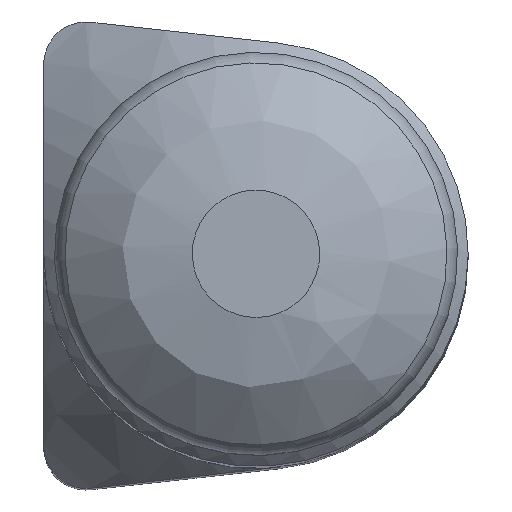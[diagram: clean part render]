
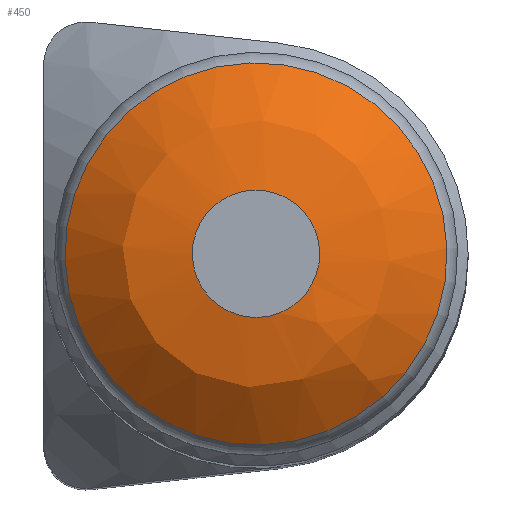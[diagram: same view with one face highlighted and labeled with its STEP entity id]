
A CAD part, top view. The second image highlights one B-rep face of the part: STEP entity #450.
In plain terms, the highlighted free-form (B-spline) face has degree [2, 2] with [3, 9] control points.
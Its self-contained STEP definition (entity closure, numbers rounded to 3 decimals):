
#34=(
BOUNDED_SURFACE()
B_SPLINE_SURFACE(2,2,((#862,#863,#864,#865,#866,#867,#868,#869,#870),(#871,
#872,#873,#874,#875,#876,#877,#878,#879),(#880,#881,#882,#883,#884,#885,
#886,#887,#888)),.UNSPECIFIED.,.F.,.T.,.F.)
B_SPLINE_SURFACE_WITH_KNOTS((3,3),(3,2,2,2,3),(0.723,1.571),
(-3.142,-1.571,0.,1.571,3.142),
 .UNSPECIFIED.)
GEOMETRIC_REPRESENTATION_ITEM()
RATIONAL_B_SPLINE_SURFACE(((1.,0.707,1.,0.707,1.,
0.707,1.,0.707,1.),(0.911,0.644,
0.911,0.644,0.911,0.644,0.911,
0.644,0.911),(1.,0.707,1.,0.707,
1.,0.707,1.,0.707,1.)))
REPRESENTATION_ITEM('')
SURFACE()
);
#60=FACE_OUTER_BOUND('',#85,.T.);
#85=EDGE_LOOP('',(#350,#351,#352,#353,#354,#355));
#156=CIRCLE('',#550,4.5);
#157=CIRCLE('',#551,4.5);
#159=CIRCLE('',#553,1.5);
#160=CIRCLE('',#554,1.5);
#161=CIRCLE('',#555,4.);
#208=VERTEX_POINT('',#857);
#209=VERTEX_POINT('',#858);
#210=VERTEX_POINT('',#889);
#211=VERTEX_POINT('',#890);
#263=EDGE_CURVE('',#208,#209,#156,.T.);
#264=EDGE_CURVE('',#209,#208,#157,.T.);
#266=EDGE_CURVE('',#210,#211,#159,.T.);
#267=EDGE_CURVE('',#211,#210,#160,.T.);
#268=EDGE_CURVE('',#211,#209,#161,.T.);
#350=ORIENTED_EDGE('',*,*,#266,.F.);
#351=ORIENTED_EDGE('',*,*,#267,.F.);
#352=ORIENTED_EDGE('',*,*,#268,.T.);
#353=ORIENTED_EDGE('',*,*,#264,.T.);
#354=ORIENTED_EDGE('',*,*,#263,.T.);
#355=ORIENTED_EDGE('',*,*,#268,.F.);
#450=ADVANCED_FACE('',(#60),#34,.F.);
#550=AXIS2_PLACEMENT_3D('',#859,#651,#652);
#551=AXIS2_PLACEMENT_3D('',#860,#653,#654);
#553=AXIS2_PLACEMENT_3D('',#891,#657,#658);
#554=AXIS2_PLACEMENT_3D('',#892,#659,#660);
#555=AXIS2_PLACEMENT_3D('',#893,#661,#662);
#651=DIRECTION('center_axis',(0.,0.,1.));
#652=DIRECTION('ref_axis',(0.,-1.,0.));
#653=DIRECTION('center_axis',(0.,0.,1.));
#654=DIRECTION('ref_axis',(0.,-1.,0.));
#657=DIRECTION('center_axis',(0.,0.,1.));
#658=DIRECTION('ref_axis',(0.,-1.,0.));
#659=DIRECTION('center_axis',(0.,0.,1.));
#660=DIRECTION('ref_axis',(0.,-1.,0.));
#661=DIRECTION('center_axis',(0.,-1.,0.));
#662=DIRECTION('ref_axis',(-1.,0.,0.));
#857=CARTESIAN_POINT('',(0.,-4.5,27.546));
#858=CARTESIAN_POINT('',(-4.5,0.,27.546));
#859=CARTESIAN_POINT('Origin',(0.,0.,27.546));
#860=CARTESIAN_POINT('Origin',(0.,0.,27.546));
#862=CARTESIAN_POINT('Ctrl Pts',(-4.5,0.,27.546));
#863=CARTESIAN_POINT('Ctrl Pts',(-4.5,-4.5,27.546));
#864=CARTESIAN_POINT('Ctrl Pts',(0.,-4.5,27.546));
#865=CARTESIAN_POINT('Ctrl Pts',(4.5,-4.5,27.546));
#866=CARTESIAN_POINT('Ctrl Pts',(4.5,0.,27.546));
#867=CARTESIAN_POINT('Ctrl Pts',(4.5,4.5,27.546));
#868=CARTESIAN_POINT('Ctrl Pts',(0.,4.5,27.546));
#869=CARTESIAN_POINT('Ctrl Pts',(-4.5,4.5,27.546));
#870=CARTESIAN_POINT('Ctrl Pts',(-4.5,0.,27.546));
#871=CARTESIAN_POINT('Ctrl Pts',(-3.306,0.,28.9));
#872=CARTESIAN_POINT('Ctrl Pts',(-3.306,-3.306,28.9));
#873=CARTESIAN_POINT('Ctrl Pts',(0.,-3.306,28.9));
#874=CARTESIAN_POINT('Ctrl Pts',(3.306,-3.306,28.9));
#875=CARTESIAN_POINT('Ctrl Pts',(3.306,0.,28.9));
#876=CARTESIAN_POINT('Ctrl Pts',(3.306,3.306,28.9));
#877=CARTESIAN_POINT('Ctrl Pts',(0.,3.306,28.9));
#878=CARTESIAN_POINT('Ctrl Pts',(-3.306,3.306,28.9));
#879=CARTESIAN_POINT('Ctrl Pts',(-3.306,0.,28.9));
#880=CARTESIAN_POINT('Ctrl Pts',(-1.5,0.,28.9));
#881=CARTESIAN_POINT('Ctrl Pts',(-1.5,-1.5,28.9));
#882=CARTESIAN_POINT('Ctrl Pts',(0.,-1.5,28.9));
#883=CARTESIAN_POINT('Ctrl Pts',(1.5,-1.5,28.9));
#884=CARTESIAN_POINT('Ctrl Pts',(1.5,0.,28.9));
#885=CARTESIAN_POINT('Ctrl Pts',(1.5,1.5,28.9));
#886=CARTESIAN_POINT('Ctrl Pts',(0.,1.5,28.9));
#887=CARTESIAN_POINT('Ctrl Pts',(-1.5,1.5,28.9));
#888=CARTESIAN_POINT('Ctrl Pts',(-1.5,0.,28.9));
#889=CARTESIAN_POINT('',(0.,-1.5,28.9));
#890=CARTESIAN_POINT('',(-1.5,0.,28.9));
#891=CARTESIAN_POINT('Origin',(0.,0.,28.9));
#892=CARTESIAN_POINT('Origin',(0.,0.,28.9));
#893=CARTESIAN_POINT('Origin',(-1.5,0.,24.9));
